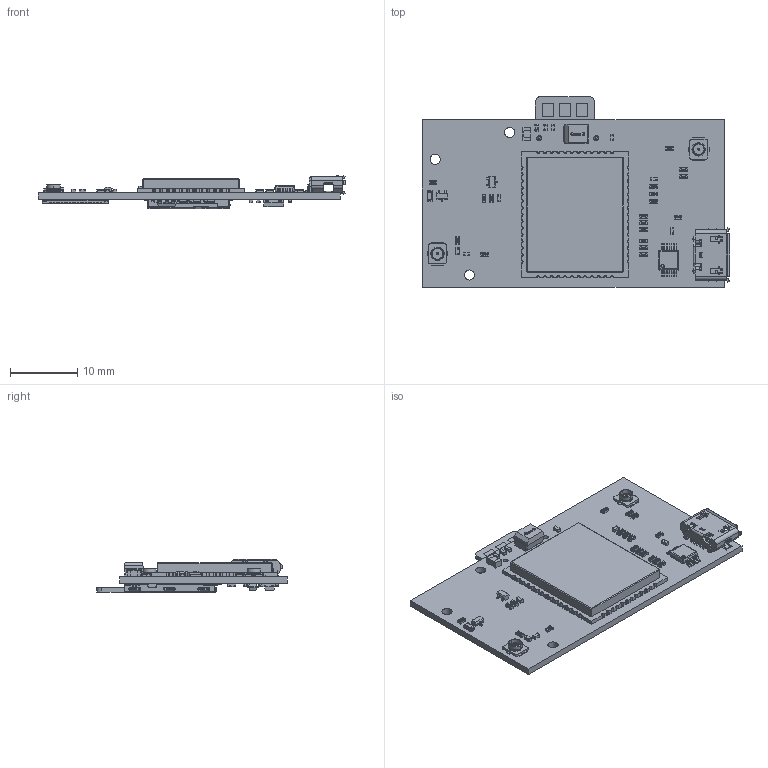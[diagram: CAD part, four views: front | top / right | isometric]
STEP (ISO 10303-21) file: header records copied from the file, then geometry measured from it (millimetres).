
FILE_DESCRIPTION(('Open CASCADE Model'),'2;1');
FILE_NAME('Open CASCADE Shape Model','2021-09-28T16:44:03',('Author'),( 'Open CASCADE'),'Open CASCADE STEP processor 6.8','Open CASCADE 6.8' ,'Unknown');
FILE_SCHEMA(('AUTOMOTIVE_DESIGN { 1 0 10303 214 1 1 1 1 }'));
Length unit declared in the file: millimetre
Products named in the file (80): PCB; Board; Open CASCADE STEP translator 6.8 1.1.1; C20; C0402; L2; L0402; C4; C3528; Tantalum_case_B_part1; Tantalum_case_B_part2; J1; MicroUSB-B_Molex; U4; SOT-23-6; U3; MSOP-10; U2; User_Library-Quectel_MC60; U1; SOT-23-5; R31; RES_1005-0402; R30; R29; R24; R23; R20; R19; R18; R17; R16; R15; R14; R13; R12; R11; R10; R9; R8 ...
Assembly tree (119 placements, depth 4):
  PCB
    Board
      Open CASCADE STEP translator 6.8 1.1.1
    C20
      C0402
    L2
      L0402
    C4
      C3528
        Tantalum_case_B_part1
        Tantalum_case_B_part2  x2
    J1
      MicroUSB-B_Molex
    U4
      SOT-23-6
    U3
      MSOP-10
    U2
      User_Library-Quectel_MC60
    U1
      SOT-23-5
    R31
      RES_1005-0402
    R30
      RES_1005-0402
    R29
      RES_1005-0402
    R24
      RES_1005-0402
    R23
      RES_1005-0402
    R20
      RES_1005-0402
    R19
      RES_1005-0402
    R18
      RES_1005-0402
    R17
      RES_1005-0402
    R16
      RES_1005-0402
    R15
      RES_1005-0402
    R14
      RES_1005-0402
    R13
      RES_1005-0402
    R12
      RES_1005-0402
    R11
      RES_1005-0402
    R10
      RES_1005-0402
    R9
      RES_1005-0402
    R8
      RES_1005-0402
    R7
      RES_1005-0402
    R6
Bounding box: 45.78 x 28.45 x 5.04 mm (x, y, z)
Volume: 1959.5 mm3; surface area: 4844.7 mm2
Topology: 190 solids, 190 shells, 7798 faces, 19692 edges, 12218 vertices
Faces by surface type: plane 4544, cylinder 1808, bspline 959, sphere 366, torus 96, cone 25
Full cylindrical faces by diameter (mm): 0.61 x2, 0.75 x2, 1.5 x3
Entity records: 160299 total; most frequent: CARTESIAN_POINT 31526, ORIENTED_EDGE 23832, DIRECTION 23508, EDGE_CURVE 11912, LINE 8556, VECTOR 8556, VERTEX_POINT 7520, AXIS2_PLACEMENT_3D 7476
